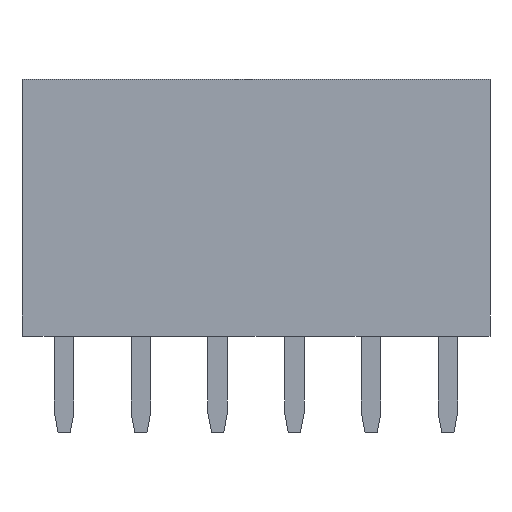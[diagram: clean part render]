
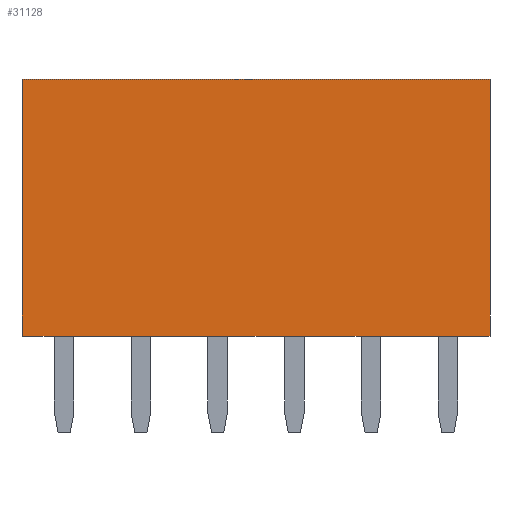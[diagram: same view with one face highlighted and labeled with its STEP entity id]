
A CAD part, front view. The second image highlights one B-rep face of the part: STEP entity #31128.
In plain terms, the highlighted planar face has unit normal (0, -1, 0).
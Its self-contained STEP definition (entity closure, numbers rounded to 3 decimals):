
#14807 = PLANE('',#14808);
#14808 = AXIS2_PLACEMENT_3D('',#14809,#14810,#14811);
#14809 = CARTESIAN_POINT('',(-1.395,-0.913,0.));
#14810 = DIRECTION('',(0.,0.,-1.));
#14811 = DIRECTION('',(0.,1.,0.));
#14993 = PLANE('',#14994);
#14994 = AXIS2_PLACEMENT_3D('',#14995,#14996,#14997);
#14995 = CARTESIAN_POINT('',(-1.395,1.3,8.5));
#14996 = DIRECTION('',(0.,0.,1.));
#14997 = DIRECTION('',(0.,-1.,0.));
#15924 = PLANE('',#15925);
#15925 = AXIS2_PLACEMENT_3D('',#15926,#15927,#15928);
#15926 = CARTESIAN_POINT('',(14.095,1.3,4.177));
#15927 = DIRECTION('',(1.,0.,0.));
#15928 = DIRECTION('',(0.,1.,0.));
#16124 = VERTEX_POINT('',#16125);
#16125 = CARTESIAN_POINT('',(14.095,-1.2,0.));
#16146 = EDGE_CURVE('',#16147,#16124,#16149,.T.);
#16147 = VERTEX_POINT('',#16148);
#16148 = CARTESIAN_POINT('',(-1.395,-1.2,0.));
#16149 = SURFACE_CURVE('',#16150,(#16154,#16161),.PCURVE_S1.);
#16150 = LINE('',#16151,#16152);
#16151 = CARTESIAN_POINT('',(-1.395,-1.2,0.));
#16152 = VECTOR('',#16153,1.);
#16153 = DIRECTION('',(1.,0.,0.));
#16154 = PCURVE('',#14807,#16155);
#16155 = DEFINITIONAL_REPRESENTATION('',(#16156),#16160);
#16156 = LINE('',#16157,#16158);
#16157 = CARTESIAN_POINT('',(-0.288,0.));
#16158 = VECTOR('',#16159,1.);
#16159 = DIRECTION('',(0.,1.));
#16160 = ( GEOMETRIC_REPRESENTATION_CONTEXT(2) 
PARAMETRIC_REPRESENTATION_CONTEXT() REPRESENTATION_CONTEXT('2D SPACE',''
  ) );
#16161 = PCURVE('',#16162,#16167);
#16162 = PLANE('',#16163);
#16163 = AXIS2_PLACEMENT_3D('',#16164,#16165,#16166);
#16164 = CARTESIAN_POINT('',(-1.395,-1.2,4.25));
#16165 = DIRECTION('',(0.,-1.,0.));
#16166 = DIRECTION('',(0.,0.,-1.));
#16167 = DEFINITIONAL_REPRESENTATION('',(#16168),#16172);
#16168 = LINE('',#16169,#16170);
#16169 = CARTESIAN_POINT('',(4.25,0.));
#16170 = VECTOR('',#16171,1.);
#16171 = DIRECTION('',(0.,1.));
#16172 = ( GEOMETRIC_REPRESENTATION_CONTEXT(2) 
PARAMETRIC_REPRESENTATION_CONTEXT() REPRESENTATION_CONTEXT('2D SPACE',''
  ) );
#16190 = PLANE('',#16191);
#16191 = AXIS2_PLACEMENT_3D('',#16192,#16193,#16194);
#16192 = CARTESIAN_POINT('',(-1.395,1.3,4.177));
#16193 = DIRECTION('',(1.,0.,0.));
#16194 = DIRECTION('',(0.,1.,0.));
#31128 = ADVANCED_FACE('',(#31129),#16162,.T.);
#31129 = FACE_BOUND('',#31130,.T.);
#31130 = EDGE_LOOP('',(#31131,#31154,#31177,#31198));
#31131 = ORIENTED_EDGE('',*,*,#31132,.T.);
#31132 = EDGE_CURVE('',#16124,#31133,#31135,.T.);
#31133 = VERTEX_POINT('',#31134);
#31134 = CARTESIAN_POINT('',(14.095,-1.2,8.5));
#31135 = SURFACE_CURVE('',#31136,(#31140,#31147),.PCURVE_S1.);
#31136 = LINE('',#31137,#31138);
#31137 = CARTESIAN_POINT('',(14.095,-1.2,0.));
#31138 = VECTOR('',#31139,1.);
#31139 = DIRECTION('',(0.,0.,1.));
#31140 = PCURVE('',#16162,#31141);
#31141 = DEFINITIONAL_REPRESENTATION('',(#31142),#31146);
#31142 = LINE('',#31143,#31144);
#31143 = CARTESIAN_POINT('',(4.25,15.49));
#31144 = VECTOR('',#31145,1.);
#31145 = DIRECTION('',(-1.,0.));
#31146 = ( GEOMETRIC_REPRESENTATION_CONTEXT(2) 
PARAMETRIC_REPRESENTATION_CONTEXT() REPRESENTATION_CONTEXT('2D SPACE',''
  ) );
#31147 = PCURVE('',#15924,#31148);
#31148 = DEFINITIONAL_REPRESENTATION('',(#31149),#31153);
#31149 = LINE('',#31150,#31151);
#31150 = CARTESIAN_POINT('',(-2.5,-4.177));
#31151 = VECTOR('',#31152,1.);
#31152 = DIRECTION('',(0.,1.));
#31153 = ( GEOMETRIC_REPRESENTATION_CONTEXT(2) 
PARAMETRIC_REPRESENTATION_CONTEXT() REPRESENTATION_CONTEXT('2D SPACE',''
  ) );
#31154 = ORIENTED_EDGE('',*,*,#31155,.F.);
#31155 = EDGE_CURVE('',#31156,#31133,#31158,.T.);
#31156 = VERTEX_POINT('',#31157);
#31157 = CARTESIAN_POINT('',(-1.395,-1.2,8.5));
#31158 = SURFACE_CURVE('',#31159,(#31163,#31170),.PCURVE_S1.);
#31159 = LINE('',#31160,#31161);
#31160 = CARTESIAN_POINT('',(-1.395,-1.2,8.5));
#31161 = VECTOR('',#31162,1.);
#31162 = DIRECTION('',(1.,0.,0.));
#31163 = PCURVE('',#16162,#31164);
#31164 = DEFINITIONAL_REPRESENTATION('',(#31165),#31169);
#31165 = LINE('',#31166,#31167);
#31166 = CARTESIAN_POINT('',(-4.25,0.));
#31167 = VECTOR('',#31168,1.);
#31168 = DIRECTION('',(0.,1.));
#31169 = ( GEOMETRIC_REPRESENTATION_CONTEXT(2) 
PARAMETRIC_REPRESENTATION_CONTEXT() REPRESENTATION_CONTEXT('2D SPACE',''
  ) );
#31170 = PCURVE('',#14993,#31171);
#31171 = DEFINITIONAL_REPRESENTATION('',(#31172),#31176);
#31172 = LINE('',#31173,#31174);
#31173 = CARTESIAN_POINT('',(2.5,0.));
#31174 = VECTOR('',#31175,1.);
#31175 = DIRECTION('',(0.,1.));
#31176 = ( GEOMETRIC_REPRESENTATION_CONTEXT(2) 
PARAMETRIC_REPRESENTATION_CONTEXT() REPRESENTATION_CONTEXT('2D SPACE',''
  ) );
#31177 = ORIENTED_EDGE('',*,*,#31178,.F.);
#31178 = EDGE_CURVE('',#16147,#31156,#31179,.T.);
#31179 = SURFACE_CURVE('',#31180,(#31184,#31191),.PCURVE_S1.);
#31180 = LINE('',#31181,#31182);
#31181 = CARTESIAN_POINT('',(-1.395,-1.2,0.));
#31182 = VECTOR('',#31183,1.);
#31183 = DIRECTION('',(0.,0.,1.));
#31184 = PCURVE('',#16162,#31185);
#31185 = DEFINITIONAL_REPRESENTATION('',(#31186),#31190);
#31186 = LINE('',#31187,#31188);
#31187 = CARTESIAN_POINT('',(4.25,0.));
#31188 = VECTOR('',#31189,1.);
#31189 = DIRECTION('',(-1.,0.));
#31190 = ( GEOMETRIC_REPRESENTATION_CONTEXT(2) 
PARAMETRIC_REPRESENTATION_CONTEXT() REPRESENTATION_CONTEXT('2D SPACE',''
  ) );
#31191 = PCURVE('',#16190,#31192);
#31192 = DEFINITIONAL_REPRESENTATION('',(#31193),#31197);
#31193 = LINE('',#31194,#31195);
#31194 = CARTESIAN_POINT('',(-2.5,-4.177));
#31195 = VECTOR('',#31196,1.);
#31196 = DIRECTION('',(0.,1.));
#31197 = ( GEOMETRIC_REPRESENTATION_CONTEXT(2) 
PARAMETRIC_REPRESENTATION_CONTEXT() REPRESENTATION_CONTEXT('2D SPACE',''
  ) );
#31198 = ORIENTED_EDGE('',*,*,#16146,.T.);
